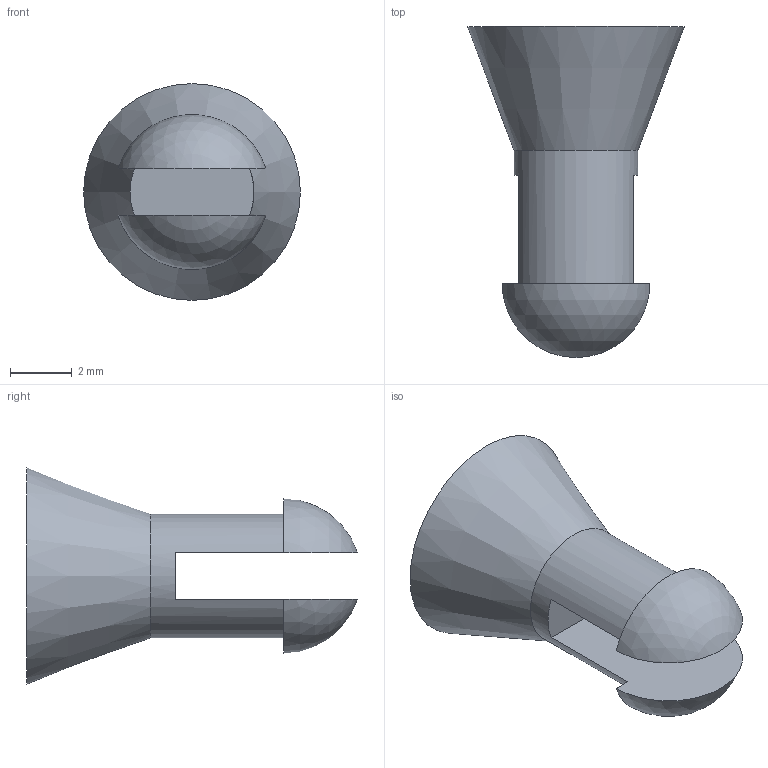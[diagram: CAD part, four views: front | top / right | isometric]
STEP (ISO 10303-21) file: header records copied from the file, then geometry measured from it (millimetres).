
FILE_DESCRIPTION(('FreeCAD Model'),'2;1');
FILE_NAME('Open CASCADE Shape Model','2024-06-28T09:18:34',(''),(''), 'Open CASCADE STEP processor 7.6','FreeCAD','Unknown');
FILE_SCHEMA(('AUTOMOTIVE_DESIGN { 1 0 10303 214 1 1 1 1 }'));
Length unit declared in the file: millimetre
Products named in the file (1): Pocket
Bounding box: 7 x 10.68 x 7 mm (x, y, z)
Volume: 149.4 mm3; surface area: 238.3 mm2
Topology: 1 solids, 1 shells, 10 faces, 23 edges, 15 vertices
Faces by surface type: plane 6, sphere 2, cylinder 1, cone 1
Full cylindrical faces by diameter (mm): 4 x1
Entity records: 312 total; most frequent: DIRECTION 56, CARTESIAN_POINT 49, ORIENTED_EDGE 46, EDGE_CURVE 23, AXIS2_PLACEMENT_3D 22, VERTEX_POINT 15, LINE 12, VECTOR 12
